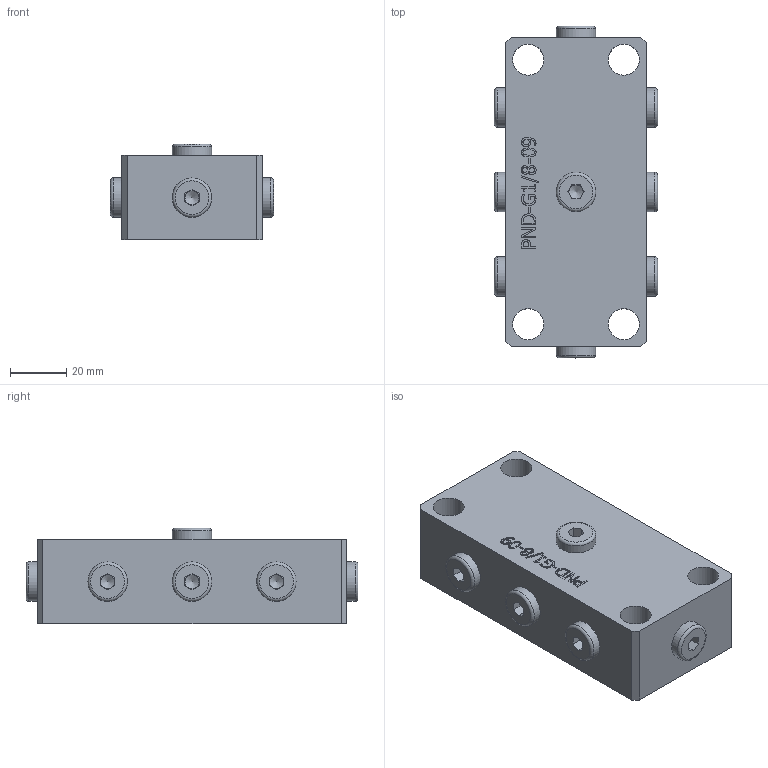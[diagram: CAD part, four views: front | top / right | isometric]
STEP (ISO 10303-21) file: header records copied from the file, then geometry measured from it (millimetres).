
FILE_DESCRIPTION(/* description */ (''),/* implementation_level */ '2;1');
FILE_NAME(/* name */ 'PND-G1_8-09.stp',/* time_stamp */ '2025-01-06T16:39:10-03:00',/* author */ ('Jefferson'),/* organization */ (''),/* preprocessor_version */ 'ST-DEVELOPER v19',/* originating_system */ 'Autodesk Inventor 2023',/* authorisation */ '');
FILE_SCHEMA (('AUTOMOTIVE_DESIGN { 1 0 10303 214 3 1 1 }'));
Length unit declared in the file: millimetre
Products named in the file (5): PND-G1_8-09; PND-G1_8-09_1; PNK-G1_8-BJ-CR; DNK-0037; PNK-10-JV
Assembly tree (12 placements, depth 3):
  PND-G1_8-09
    PND-G1_8-09_1
    PNK-G1_8-BJ-CR  x9
      DNK-0037
      PNK-10-JV
Bounding box: 58 x 118 x 34 mm (x, y, z)
Volume: 148849 mm3; surface area: 38738.9 mm2
Topology: 19 solids, 19 shells, 468 faces, 1117 edges, 715 vertices
Faces by surface type: plane 246, bspline 81, cylinder 69, cone 36, torus 36
Full cylindrical faces by diameter (mm): 8.3 x9, 8.4 x9, 8.566 x11, 9.728 x9, 11 x4, 11.9 x9, 12 x9, 14 x9
Entity records: 7341 total; most frequent: CARTESIAN_POINT 2217, ORIENTED_EDGE 1128, DIRECTION 775, EDGE_CURVE 564, VERTEX_POINT 371, LINE 325, VECTOR 325, EDGE_LOOP 251
